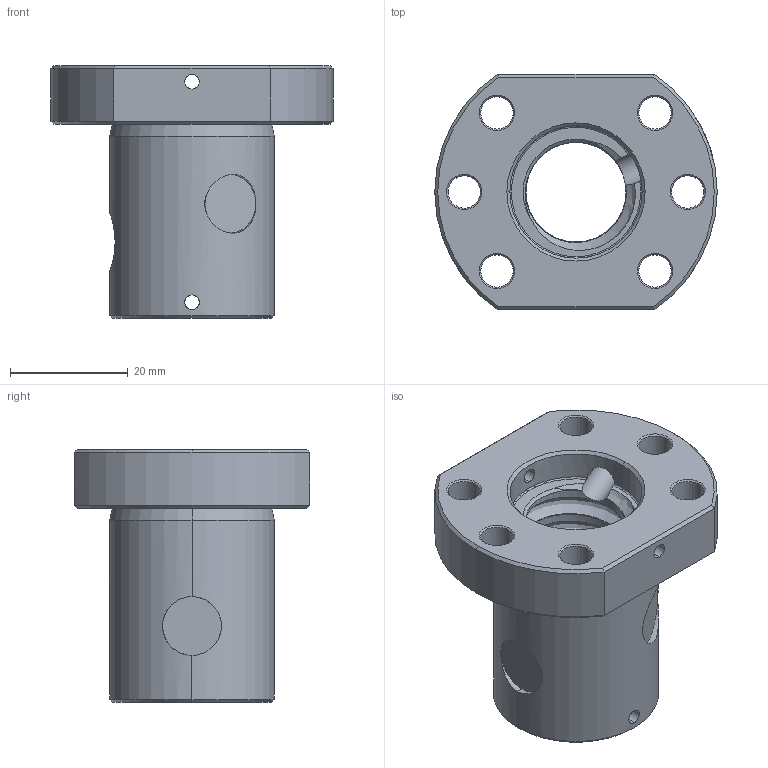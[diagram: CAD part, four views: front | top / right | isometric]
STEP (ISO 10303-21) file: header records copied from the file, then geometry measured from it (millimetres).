
FILE_DESCRIPTION (( 'STEP AP214' ), '1' );
FILE_NAME ('SFU Ball Nut.STEP', '2018-03-24T10:45:54', ( '' ), ( '' ), 'SwSTEP 2.0', 'SolidWorks 2017', '' );
FILE_SCHEMA (( 'AUTOMOTIVE_DESIGN' ));
Length unit declared in the file: millimetre
Products named in the file (1): SFU Ball Nut
Bounding box: 48 x 40 x 43 mm (x, y, z)
Volume: 21633.5 mm3; surface area: 11437.9 mm2
Topology: 1 solids, 1 shells, 126 faces, 305 edges, 184 vertices
Faces by surface type: cylinder 53, cone 40, plane 15, torus 13, bspline 5
Entity records: 9301 total; most frequent: CARTESIAN_POINT 6249, ORIENTED_EDGE 610, DIRECTION 597, EDGE_CURVE 305, AXIS2_PLACEMENT_3D 249, VERTEX_POINT 184, EDGE_LOOP 153, CIRCLE 127
